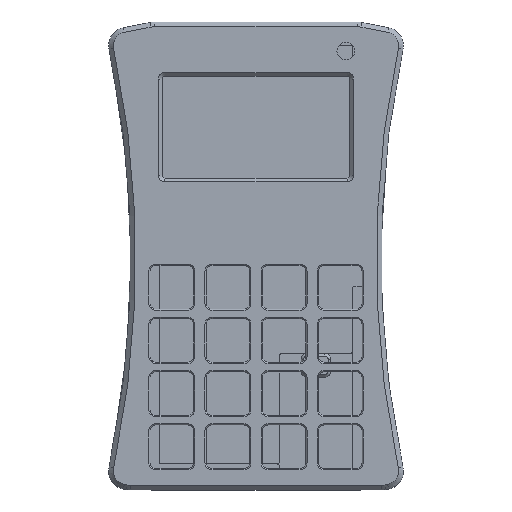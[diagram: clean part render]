
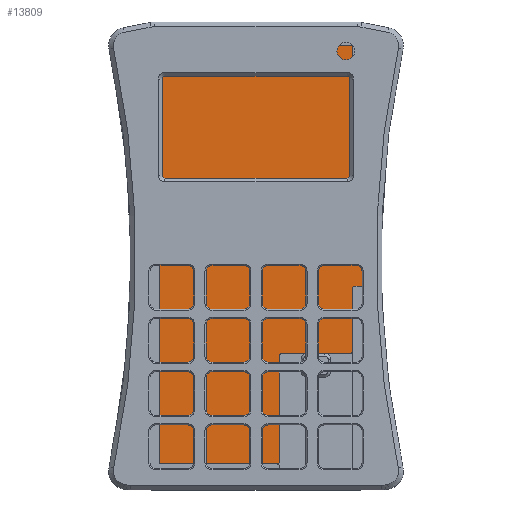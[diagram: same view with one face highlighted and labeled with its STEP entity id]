
A CAD part, top view. The second image highlights one B-rep face of the part: STEP entity #13809.
In plain terms, the highlighted planar face has unit normal (0, 0, 1).
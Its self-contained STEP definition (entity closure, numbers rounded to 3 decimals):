
#12454 = VERTEX_POINT('',#12455);
#12455 = CARTESIAN_POINT('',(16.75,13.7,-8.03));
#12461 = EDGE_CURVE('',#12462,#12454,#12464,.T.);
#12462 = VERTEX_POINT('',#12463);
#12463 = CARTESIAN_POINT('',(16.35,13.3,-8.03));
#12464 = CIRCLE('',#12465,0.4);
#12465 = AXIS2_PLACEMENT_3D('',#12466,#12467,#12468);
#12466 = CARTESIAN_POINT('',(16.75,13.3,-8.03));
#12467 = DIRECTION('',(0.,0.,-1.));
#12468 = DIRECTION('',(-1.,0.,0.));
#12502 = VERTEX_POINT('',#12503);
#12503 = CARTESIAN_POINT('',(19.35,13.7,-8.03));
#12509 = EDGE_CURVE('',#12454,#12502,#12510,.T.);
#12510 = LINE('',#12511,#12512);
#12511 = CARTESIAN_POINT('',(17.45,13.7,-8.03));
#12512 = VECTOR('',#12513,1.);
#12513 = DIRECTION('',(1.,0.,0.));
#12544 = EDGE_CURVE('',#12462,#12545,#12547,.T.);
#12545 = VERTEX_POINT('',#12546);
#12546 = CARTESIAN_POINT('',(16.35,2.7,-8.03));
#12547 = LINE('',#12548,#12549);
#12548 = CARTESIAN_POINT('',(16.35,6.6,-8.03));
#12549 = VECTOR('',#12550,1.);
#12550 = DIRECTION('',(0.,-1.,0.));
#12674 = VERTEX_POINT('',#12675);
#12675 = CARTESIAN_POINT('',(16.75,29.6,-8.03));
#12681 = EDGE_CURVE('',#12682,#12674,#12684,.T.);
#12682 = VERTEX_POINT('',#12683);
#12683 = CARTESIAN_POINT('',(16.35,29.2,-8.03));
#12684 = CIRCLE('',#12685,0.4);
#12685 = AXIS2_PLACEMENT_3D('',#12686,#12687,#12688);
#12686 = CARTESIAN_POINT('',(16.75,29.2,-8.03));
#12687 = DIRECTION('',(0.,0.,-1.));
#12688 = DIRECTION('',(-1.,0.,0.));
#12722 = VERTEX_POINT('',#12723);
#12723 = CARTESIAN_POINT('',(18.75,29.6,-8.03));
#12729 = EDGE_CURVE('',#12722,#12674,#12730,.T.);
#12730 = LINE('',#12731,#12732);
#12731 = CARTESIAN_POINT('',(17.55,29.6,-8.03));
#12732 = VECTOR('',#12733,1.);
#12733 = DIRECTION('',(-1.,0.,0.));
#12747 = VERTEX_POINT('',#12748);
#12748 = CARTESIAN_POINT('',(16.35,23.1,-8.03));
#12754 = EDGE_CURVE('',#12747,#12755,#12757,.T.);
#12755 = VERTEX_POINT('',#12756);
#12756 = CARTESIAN_POINT('',(19.35,23.1,-8.03));
#12757 = LINE('',#12758,#12759);
#12758 = CARTESIAN_POINT('',(17.45,23.1,-8.03));
#12759 = VECTOR('',#12760,1.);
#12760 = DIRECTION('',(1.,0.,0.));
#12795 = EDGE_CURVE('',#12682,#12747,#12796,.T.);
#12796 = LINE('',#12797,#12798);
#12797 = CARTESIAN_POINT('',(16.35,6.6,-8.03));
#12798 = VECTOR('',#12799,1.);
#12799 = DIRECTION('',(0.,-1.,0.));
#13313 = VERTEX_POINT('',#13314);
#13314 = CARTESIAN_POINT('',(16.35,51.65,-8.03));
#13320 = EDGE_CURVE('',#13321,#13313,#13323,.T.);
#13321 = VERTEX_POINT('',#13322);
#13322 = CARTESIAN_POINT('',(16.75,51.25,-8.03));
#13323 = CIRCLE('',#13324,0.4);
#13324 = AXIS2_PLACEMENT_3D('',#13325,#13326,#13327);
#13325 = CARTESIAN_POINT('',(16.75,51.65,-8.03));
#13326 = DIRECTION('',(0.,0.,-1.));
#13327 = DIRECTION('',(-1.,0.,0.));
#13345 = VERTEX_POINT('',#13346);
#13346 = CARTESIAN_POINT('',(16.35,54.4,-8.03));
#13352 = EDGE_CURVE('',#13313,#13345,#13353,.T.);
#13353 = LINE('',#13354,#13355);
#13354 = CARTESIAN_POINT('',(16.35,52.725,-8.03));
#13355 = VECTOR('',#13356,1.);
#13356 = DIRECTION('',(0.,1.,0.));
#13369 = EDGE_CURVE('',#13370,#13321,#13372,.T.);
#13370 = VERTEX_POINT('',#13371);
#13371 = CARTESIAN_POINT('',(19.75,51.25,-8.03));
#13372 = LINE('',#13373,#13374);
#13373 = CARTESIAN_POINT('',(1.25,51.25,-8.03));
#13374 = VECTOR('',#13375,1.);
#13375 = DIRECTION('',(-1.,0.,0.));
#13531 = VERTEX_POINT('',#13532);
#13532 = CARTESIAN_POINT('',(-16.35,-16.4,-8.03));
#13538 = EDGE_CURVE('',#13539,#13531,#13541,.T.);
#13539 = VERTEX_POINT('',#13540);
#13540 = CARTESIAN_POINT('',(-16.35,31.65,-8.03));
#13541 = LINE('',#13542,#13543);
#13542 = CARTESIAN_POINT('',(-16.35,6.6,-8.03));
#13543 = VECTOR('',#13544,1.);
#13544 = DIRECTION('',(0.,-1.,0.));
#13563 = VERTEX_POINT('',#13564);
#13564 = CARTESIAN_POINT('',(-16.35,51.65,-8.03));
#13570 = EDGE_CURVE('',#13571,#13563,#13573,.T.);
#13571 = VERTEX_POINT('',#13572);
#13572 = CARTESIAN_POINT('',(-16.35,54.4,-8.03));
#13573 = LINE('',#13574,#13575);
#13574 = CARTESIAN_POINT('',(-16.35,6.6,-8.03));
#13575 = VECTOR('',#13576,1.);
#13576 = DIRECTION('',(0.,-1.,0.));
#13670 = VERTEX_POINT('',#13671);
#13671 = CARTESIAN_POINT('',(3.55,-16.4,-8.03));
#13677 = EDGE_CURVE('',#13531,#13670,#13678,.T.);
#13678 = LINE('',#13679,#13680);
#13679 = CARTESIAN_POINT('',(-8.175,-16.4,-8.03));
#13680 = VECTOR('',#13681,1.);
#13681 = DIRECTION('',(1.,0.,0.));
#13711 = EDGE_CURVE('',#13571,#13345,#13712,.T.);
#13712 = LINE('',#13713,#13714);
#13713 = CARTESIAN_POINT('',(0.,54.4,-8.03));
#13714 = VECTOR('',#13715,1.);
#13715 = DIRECTION('',(1.,0.,0.));
#13809 = ADVANCED_FACE('',(#13810),#13935,.F.);
#13810 = FACE_BOUND('',#13811,.T.);
#13811 = EDGE_LOOP('',(#13812,#13822,#13829,#13830,#13831,#13832,#13838,
    #13839,#13840,#13841,#13842,#13850,#13858,#13864,#13865,#13866,
    #13867,#13868,#13869,#13878,#13886,#13894,#13902,#13909,#13910,
    #13911,#13920,#13928));
#13812 = ORIENTED_EDGE('',*,*,#13813,.T.);
#13813 = EDGE_CURVE('',#13814,#13816,#13818,.T.);
#13814 = VERTEX_POINT('',#13815);
#13815 = CARTESIAN_POINT('',(4.35,2.3,-8.03));
#13816 = VERTEX_POINT('',#13817);
#13817 = CARTESIAN_POINT('',(15.95,2.3,-8.03));
#13818 = LINE('',#13819,#13820);
#13819 = CARTESIAN_POINT('',(10.15,2.3,-8.03));
#13820 = VECTOR('',#13821,1.);
#13821 = DIRECTION('',(1.,0.,0.));
#13822 = ORIENTED_EDGE('',*,*,#13823,.F.);
#13823 = EDGE_CURVE('',#12545,#13816,#13824,.T.);
#13824 = CIRCLE('',#13825,0.4);
#13825 = AXIS2_PLACEMENT_3D('',#13826,#13827,#13828);
#13826 = CARTESIAN_POINT('',(15.95,2.7,-8.03));
#13827 = DIRECTION('',(0.,0.,-1.));
#13828 = DIRECTION('',(-1.,0.,0.));
#13829 = ORIENTED_EDGE('',*,*,#12544,.F.);
#13830 = ORIENTED_EDGE('',*,*,#12461,.T.);
#13831 = ORIENTED_EDGE('',*,*,#12509,.T.);
#13832 = ORIENTED_EDGE('',*,*,#13833,.F.);
#13833 = EDGE_CURVE('',#12755,#12502,#13834,.T.);
#13834 = LINE('',#13835,#13836);
#13835 = CARTESIAN_POINT('',(19.35,18.8,-8.03));
#13836 = VECTOR('',#13837,1.);
#13837 = DIRECTION('',(0.,-1.,0.));
#13838 = ORIENTED_EDGE('',*,*,#12754,.F.);
#13839 = ORIENTED_EDGE('',*,*,#12795,.F.);
#13840 = ORIENTED_EDGE('',*,*,#12681,.T.);
#13841 = ORIENTED_EDGE('',*,*,#12729,.F.);
#13842 = ORIENTED_EDGE('',*,*,#13843,.T.);
#13843 = EDGE_CURVE('',#12722,#13844,#13846,.T.);
#13844 = VERTEX_POINT('',#13845);
#13845 = CARTESIAN_POINT('',(18.75,32.05,-8.03));
#13846 = LINE('',#13847,#13848);
#13847 = CARTESIAN_POINT('',(18.75,18.8,-8.03));
#13848 = VECTOR('',#13849,1.);
#13849 = DIRECTION('',(0.,1.,0.));
#13850 = ORIENTED_EDGE('',*,*,#13851,.F.);
#13851 = EDGE_CURVE('',#13852,#13844,#13854,.T.);
#13852 = VERTEX_POINT('',#13853);
#13853 = CARTESIAN_POINT('',(19.75,32.05,-8.03));
#13854 = LINE('',#13855,#13856);
#13855 = CARTESIAN_POINT('',(1.25,32.05,-8.03));
#13856 = VECTOR('',#13857,1.);
#13857 = DIRECTION('',(-1.,0.,0.));
#13858 = ORIENTED_EDGE('',*,*,#13859,.F.);
#13859 = EDGE_CURVE('',#13370,#13852,#13860,.T.);
#13860 = LINE('',#13861,#13862);
#13861 = CARTESIAN_POINT('',(19.75,41.65,-8.03));
#13862 = VECTOR('',#13863,1.);
#13863 = DIRECTION('',(0.,-1.,0.));
#13864 = ORIENTED_EDGE('',*,*,#13369,.T.);
#13865 = ORIENTED_EDGE('',*,*,#13320,.T.);
#13866 = ORIENTED_EDGE('',*,*,#13352,.T.);
#13867 = ORIENTED_EDGE('',*,*,#13711,.F.);
#13868 = ORIENTED_EDGE('',*,*,#13570,.T.);
#13869 = ORIENTED_EDGE('',*,*,#13870,.T.);
#13870 = EDGE_CURVE('',#13563,#13871,#13873,.T.);
#13871 = VERTEX_POINT('',#13872);
#13872 = CARTESIAN_POINT('',(-16.75,51.25,-8.03));
#13873 = CIRCLE('',#13874,0.4);
#13874 = AXIS2_PLACEMENT_3D('',#13875,#13876,#13877);
#13875 = CARTESIAN_POINT('',(-16.75,51.65,-8.03));
#13876 = DIRECTION('',(0.,0.,-1.));
#13877 = DIRECTION('',(-1.,0.,0.));
#13878 = ORIENTED_EDGE('',*,*,#13879,.T.);
#13879 = EDGE_CURVE('',#13871,#13880,#13882,.T.);
#13880 = VERTEX_POINT('',#13881);
#13881 = CARTESIAN_POINT('',(-17.65,51.25,-8.03));
#13882 = LINE('',#13883,#13884);
#13883 = CARTESIAN_POINT('',(1.25,51.25,-8.03));
#13884 = VECTOR('',#13885,1.);
#13885 = DIRECTION('',(-1.,0.,0.));
#13886 = ORIENTED_EDGE('',*,*,#13887,.T.);
#13887 = EDGE_CURVE('',#13880,#13888,#13890,.T.);
#13888 = VERTEX_POINT('',#13889);
#13889 = CARTESIAN_POINT('',(-17.65,32.05,-8.03));
#13890 = LINE('',#13891,#13892);
#13891 = CARTESIAN_POINT('',(-17.65,41.65,-8.03));
#13892 = VECTOR('',#13893,1.);
#13893 = DIRECTION('',(0.,-1.,0.));
#13894 = ORIENTED_EDGE('',*,*,#13895,.F.);
#13895 = EDGE_CURVE('',#13896,#13888,#13898,.T.);
#13896 = VERTEX_POINT('',#13897);
#13897 = CARTESIAN_POINT('',(-16.75,32.05,-8.03));
#13898 = LINE('',#13899,#13900);
#13899 = CARTESIAN_POINT('',(1.25,32.05,-8.03));
#13900 = VECTOR('',#13901,1.);
#13901 = DIRECTION('',(-1.,0.,0.));
#13902 = ORIENTED_EDGE('',*,*,#13903,.T.);
#13903 = EDGE_CURVE('',#13896,#13539,#13904,.T.);
#13904 = CIRCLE('',#13905,0.4);
#13905 = AXIS2_PLACEMENT_3D('',#13906,#13907,#13908);
#13906 = CARTESIAN_POINT('',(-16.75,31.65,-8.03));
#13907 = DIRECTION('',(0.,0.,-1.));
#13908 = DIRECTION('',(-1.,0.,0.));
#13909 = ORIENTED_EDGE('',*,*,#13538,.T.);
#13910 = ORIENTED_EDGE('',*,*,#13677,.T.);
#13911 = ORIENTED_EDGE('',*,*,#13912,.F.);
#13912 = EDGE_CURVE('',#13913,#13670,#13915,.T.);
#13913 = VERTEX_POINT('',#13914);
#13914 = CARTESIAN_POINT('',(3.95,-16.,-8.03));
#13915 = CIRCLE('',#13916,0.4);
#13916 = AXIS2_PLACEMENT_3D('',#13917,#13918,#13919);
#13917 = CARTESIAN_POINT('',(3.55,-16.,-8.03));
#13918 = DIRECTION('',(0.,0.,-1.));
#13919 = DIRECTION('',(-1.,0.,0.));
#13920 = ORIENTED_EDGE('',*,*,#13921,.F.);
#13921 = EDGE_CURVE('',#13922,#13913,#13924,.T.);
#13922 = VERTEX_POINT('',#13923);
#13923 = CARTESIAN_POINT('',(3.95,1.9,-8.03));
#13924 = LINE('',#13925,#13926);
#13925 = CARTESIAN_POINT('',(3.95,2.302,-8.03));
#13926 = VECTOR('',#13927,1.);
#13927 = DIRECTION('',(0.,-1.,0.));
#13928 = ORIENTED_EDGE('',*,*,#13929,.T.);
#13929 = EDGE_CURVE('',#13922,#13814,#13930,.T.);
#13930 = CIRCLE('',#13931,0.4);
#13931 = AXIS2_PLACEMENT_3D('',#13932,#13933,#13934);
#13932 = CARTESIAN_POINT('',(4.35,1.9,-8.03));
#13933 = DIRECTION('',(0.,0.,-1.));
#13934 = DIRECTION('',(-1.,0.,0.));
#13935 = PLANE('',#13936);
#13936 = AXIS2_PLACEMENT_3D('',#13937,#13938,#13939);
#13937 = CARTESIAN_POINT('',(0.,18.8,-8.03));
#13938 = DIRECTION('',(0.,0.,-1.));
#13939 = DIRECTION('',(1.,0.,0.));
